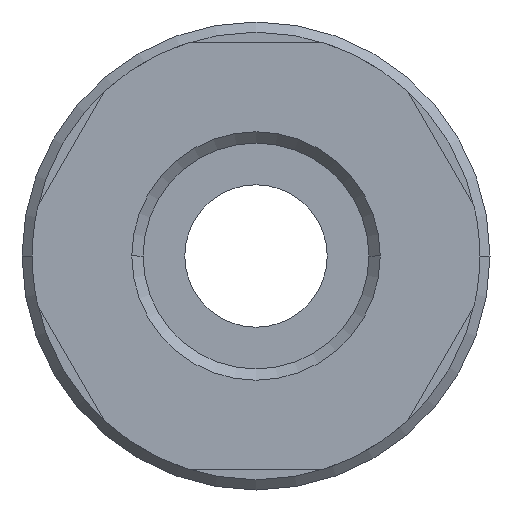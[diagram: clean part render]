
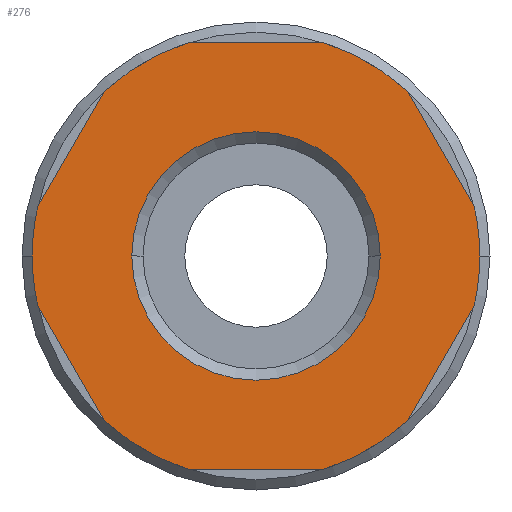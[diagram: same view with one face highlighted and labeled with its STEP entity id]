
A CAD part, front view. The second image highlights one B-rep face of the part: STEP entity #276.
In plain terms, the highlighted planar face has unit normal (0, -1, 0).
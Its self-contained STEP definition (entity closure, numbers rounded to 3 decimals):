
#276=ADVANCED_FACE('',(#584,#585),#586,.T.);
#584=FACE_BOUND('',#911,.T.);
#585=FACE_OUTER_BOUND('',#912,.T.);
#586=PLANE('',#913);
#911=EDGE_LOOP('',(#1618,#1619));
#912=EDGE_LOOP('',(#1620,#1621,#1622,#1623,#1624,#1625,#1626,#1627,#1628,#1629,#1630,#1631,#1632,#1633));
#913=AXIS2_PLACEMENT_3D('',#1634,#1635,#1636);
#1618=ORIENTED_EDGE('',*,*,#2119,.T.);
#1619=ORIENTED_EDGE('',*,*,#2112,.T.);
#1620=ORIENTED_EDGE('',*,*,#1946,.T.);
#1621=ORIENTED_EDGE('',*,*,#1949,.F.);
#1622=ORIENTED_EDGE('',*,*,#2120,.T.);
#1623=ORIENTED_EDGE('',*,*,#2086,.F.);
#1624=ORIENTED_EDGE('',*,*,#2121,.T.);
#1625=ORIENTED_EDGE('',*,*,#2017,.F.);
#1626=ORIENTED_EDGE('',*,*,#2122,.F.);
#1627=ORIENTED_EDGE('',*,*,#2102,.T.);
#1628=ORIENTED_EDGE('',*,*,#2001,.F.);
#1629=ORIENTED_EDGE('',*,*,#1994,.T.);
#1630=ORIENTED_EDGE('',*,*,#2042,.F.);
#1631=ORIENTED_EDGE('',*,*,#2080,.T.);
#1632=ORIENTED_EDGE('',*,*,#2060,.F.);
#1633=ORIENTED_EDGE('',*,*,#1874,.F.);
#1634=CARTESIAN_POINT('',(5.5,0.0,0.0));
#1635=DIRECTION('',(-0.0,-1.0,-0.0));
#1636=DIRECTION('',(-1.0,0.0,0.0));
#1874=EDGE_CURVE('',#2219,#2215,#2221,.T.);
#1946=EDGE_CURVE('',#2219,#2340,#2342,.T.);
#1949=EDGE_CURVE('',#2344,#2340,#2346,.T.);
#1994=EDGE_CURVE('',#2413,#2411,#2414,.T.);
#2001=EDGE_CURVE('',#2413,#2420,#2422,.T.);
#2017=EDGE_CURVE('',#2441,#2443,#2444,.T.);
#2042=EDGE_CURVE('',#2475,#2411,#2477,.T.);
#2060=EDGE_CURVE('',#2215,#2500,#2501,.T.);
#2080=EDGE_CURVE('',#2475,#2500,#2523,.T.);
#2086=EDGE_CURVE('',#2529,#2527,#2531,.T.);
#2102=EDGE_CURVE('',#2549,#2420,#2550,.T.);
#2112=EDGE_CURVE('',#2558,#2562,#2564,.T.);
#2119=EDGE_CURVE('',#2562,#2558,#2571,.T.);
#2120=EDGE_CURVE('',#2344,#2527,#2572,.T.);
#2121=EDGE_CURVE('',#2529,#2443,#2573,.T.);
#2122=EDGE_CURVE('',#2549,#2441,#2574,.T.);
#2215=VERTEX_POINT('',#2689);
#2219=VERTEX_POINT('',#2694);
#2221=CIRCLE('',#2697,11.0);
#2340=VERTEX_POINT('',#2898);
#2342=LINE('',#2901,#2902);
#2344=VERTEX_POINT('',#2904);
#2346=CIRCLE('',#2907,11.0);
#2411=VERTEX_POINT('',#3072);
#2413=VERTEX_POINT('',#3075);
#2414=LINE('',#3076,#3077);
#2420=VERTEX_POINT('',#3084);
#2422=CIRCLE('',#3087,11.0);
#2441=VERTEX_POINT('',#3110);
#2443=VERTEX_POINT('',#3113);
#2444=CIRCLE('',#3114,11.0);
#2475=VERTEX_POINT('',#3161);
#2477=CIRCLE('',#3164,11.0);
#2500=VERTEX_POINT('',#3213);
#2501=CIRCLE('',#3214,11.0);
#2523=LINE('',#3254,#3255);
#2527=VERTEX_POINT('',#3259);
#2529=VERTEX_POINT('',#3262);
#2531=CIRCLE('',#3265,11.0);
#2549=VERTEX_POINT('',#3298);
#2550=LINE('',#3299,#3300);
#2558=VERTEX_POINT('',#3309);
#2562=VERTEX_POINT('',#3314);
#2564=CIRCLE('',#3317,6.105);
#2571=CIRCLE('',#3324,6.105);
#2572=LINE('',#3325,#3326);
#2573=LINE('',#3327,#3328);
#2574=CIRCLE('',#3329,11.0);
#2689=CARTESIAN_POINT('',(-11.0,0.0,0.));
#2694=CARTESIAN_POINT('',(-10.733,0.0,-2.411));
#2697=AXIS2_PLACEMENT_3D('',#3474,#3475,#3476);
#2898=CARTESIAN_POINT('',(-7.454,0.0,-8.089));
#2901=CARTESIAN_POINT('',(-8.406,0.0,-6.441));
#2902=VECTOR('',#3599,1.0);
#2904=CARTESIAN_POINT('',(-3.279,0.0,-10.5));
#2907=AXIS2_PLACEMENT_3D('',#3601,#3602,#3603);
#3072=CARTESIAN_POINT('',(-3.279,0.0,10.5));
#3075=CARTESIAN_POINT('',(3.279,0.0,10.5));
#3076=CARTESIAN_POINT('',(2.75,0.0,10.5));
#3077=VECTOR('',#3653,1.0);
#3084=CARTESIAN_POINT('',(7.454,0.0,8.089));
#3087=AXIS2_PLACEMENT_3D('',#3662,#3663,#3664);
#3110=CARTESIAN_POINT('',(11.0,0.0,0.));
#3113=CARTESIAN_POINT('',(10.733,0.0,-2.411));
#3114=AXIS2_PLACEMENT_3D('',#3685,#3686,#3687);
#3161=CARTESIAN_POINT('',(-7.454,0.0,8.089));
#3164=AXIS2_PLACEMENT_3D('',#3727,#3728,#3729);
#3213=CARTESIAN_POINT('',(-10.733,0.0,2.411));
#3214=AXIS2_PLACEMENT_3D('',#3749,#3750,#3751);
#3254=CARTESIAN_POINT('',(-8.406,0.0,6.441));
#3255=VECTOR('',#3768,1.0);
#3259=CARTESIAN_POINT('',(3.279,0.0,-10.5));
#3262=CARTESIAN_POINT('',(7.454,0.0,-8.089));
#3265=AXIS2_PLACEMENT_3D('',#3774,#3775,#3776);
#3298=CARTESIAN_POINT('',(10.733,0.0,2.411));
#3299=CARTESIAN_POINT('',(9.781,0.0,4.059));
#3300=VECTOR('',#3787,1.0);
#3309=CARTESIAN_POINT('',(6.105,0.0,0.));
#3314=CARTESIAN_POINT('',(-6.105,0.0,0.));
#3317=AXIS2_PLACEMENT_3D('',#3797,#3798,#3799);
#3324=AXIS2_PLACEMENT_3D('',#3809,#3810,#3811);
#3325=CARTESIAN_POINT('',(2.75,0.0,-10.5));
#3326=VECTOR('',#3812,1.0);
#3327=CARTESIAN_POINT('',(9.781,0.0,-4.059));
#3328=VECTOR('',#3813,1.0);
#3329=AXIS2_PLACEMENT_3D('',#3814,#3815,#3816);
#3474=CARTESIAN_POINT('',(0.0,0.0,0.0));
#3475=DIRECTION('',(-0.0,1.0,0.0));
#3476=DIRECTION('',(1.0,0.0,0.0));
#3599=DIRECTION('',(0.5,0.0,-0.866));
#3601=CARTESIAN_POINT('',(0.0,0.0,0.0));
#3602=DIRECTION('',(-0.0,1.0,0.0));
#3603=DIRECTION('',(1.0,0.0,0.0));
#3653=DIRECTION('',(-1.0,0.0,0.));
#3662=CARTESIAN_POINT('',(0.0,0.0,0.0));
#3663=DIRECTION('',(-0.0,1.0,0.0));
#3664=DIRECTION('',(1.0,0.0,0.0));
#3685=CARTESIAN_POINT('',(0.0,0.0,0.0));
#3686=DIRECTION('',(-0.0,1.0,0.0));
#3687=DIRECTION('',(1.0,0.0,0.0));
#3727=CARTESIAN_POINT('',(0.0,0.0,0.0));
#3728=DIRECTION('',(-0.0,1.0,0.0));
#3729=DIRECTION('',(1.0,0.0,0.0));
#3749=CARTESIAN_POINT('',(0.0,0.0,0.0));
#3750=DIRECTION('',(-0.0,1.0,0.0));
#3751=DIRECTION('',(1.0,0.0,0.0));
#3768=DIRECTION('',(-0.5,0.0,-0.866));
#3774=CARTESIAN_POINT('',(0.0,0.0,0.0));
#3775=DIRECTION('',(-0.0,1.0,0.0));
#3776=DIRECTION('',(1.0,0.0,0.0));
#3787=DIRECTION('',(-0.5,0.0,0.866));
#3797=CARTESIAN_POINT('',(0.0,0.0,0.0));
#3798=DIRECTION('',(-0.0,1.0,0.0));
#3799=DIRECTION('',(1.0,0.0,0.0));
#3809=CARTESIAN_POINT('',(0.0,0.0,0.0));
#3810=DIRECTION('',(-0.0,1.0,0.0));
#3811=DIRECTION('',(1.0,0.0,0.0));
#3812=DIRECTION('',(1.0,-0.0,0.0));
#3813=DIRECTION('',(0.5,-0.0,0.866));
#3814=CARTESIAN_POINT('',(0.0,0.0,0.0));
#3815=DIRECTION('',(-0.0,1.0,0.0));
#3816=DIRECTION('',(1.0,0.0,0.0));
